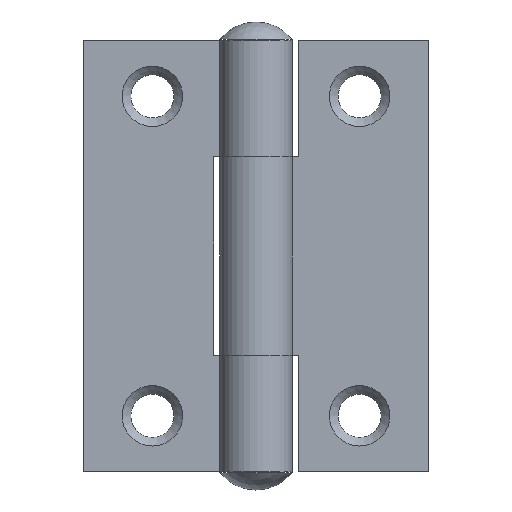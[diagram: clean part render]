
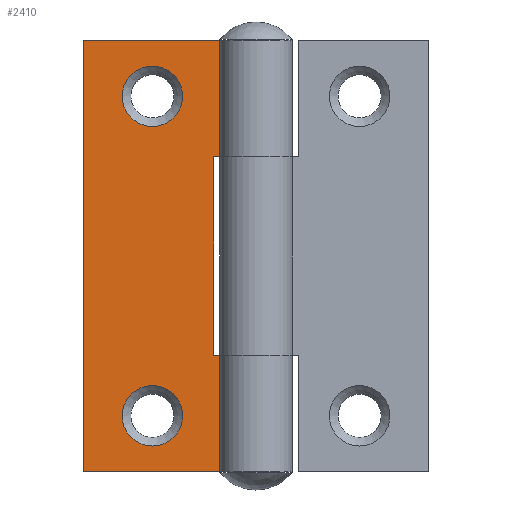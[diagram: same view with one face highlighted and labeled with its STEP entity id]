
A CAD part, top view. The second image highlights one B-rep face of the part: STEP entity #2410.
In plain terms, the highlighted planar face has unit normal (0, 0, 1).
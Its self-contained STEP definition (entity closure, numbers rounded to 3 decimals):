
#291 = VECTOR ( 'NONE', #10193, 1000. ) ;
#372 = EDGE_LOOP ( 'NONE', ( #1823 ) ) ;
#528 = CARTESIAN_POINT ( 'NONE',  ( -8.1, -9.25, 0.7 ) ) ;
#666 = VECTOR ( 'NONE', #7928, 1000. ) ;
#753 = EDGE_CURVE ( 'NONE', #2101, #7299, #3828, .T. ) ;
#768 = CARTESIAN_POINT ( 'NONE',  ( -2.1, 12.5, 0.7 ) ) ;
#842 = CARTESIAN_POINT ( 'NONE',  ( -4.55, 12.5, 0.7 ) ) ;
#977 = CIRCLE ( 'NONE', #5580, 1.75 ) ;
#978 = CARTESIAN_POINT ( 'NONE',  ( -8.1, 9.25, 0.7 ) ) ;
#1422 = EDGE_LOOP ( 'NONE', ( #3630, #5245, #8393, #1714, #2959, #8916, #8640, #4361 ) ) ;
#1635 = LINE ( 'NONE', #3494, #11080 ) ;
#1714 = ORIENTED_EDGE ( 'NONE', *, *, #5777, .T. ) ;
#1727 = EDGE_CURVE ( 'NONE', #10633, #10633, #977, .T. ) ;
#1823 = ORIENTED_EDGE ( 'NONE', *, *, #10545, .T. ) ;
#1920 = FACE_OUTER_BOUND ( 'NONE', #1422, .T. ) ;
#2101 = VERTEX_POINT ( 'NONE', #6629 ) ;
#2195 = FACE_BOUND ( 'NONE', #372, .T. ) ;
#2354 = DIRECTION ( 'NONE',  ( 1., 0., 0. ) ) ;
#2379 = EDGE_CURVE ( 'NONE', #4373, #6278, #10113, .T. ) ;
#2410 = ADVANCED_FACE ( 'NONE', ( #4531, #2195, #1920 ), #6842, .F. ) ;
#2486 = DIRECTION ( 'NONE',  ( 0., -1., 0. ) ) ;
#2493 = DIRECTION ( 'NONE',  ( 0., 1., 0. ) ) ;
#2695 = VERTEX_POINT ( 'NONE', #9478 ) ;
#2959 = ORIENTED_EDGE ( 'NONE', *, *, #8682, .F. ) ;
#3092 = VERTEX_POINT ( 'NONE', #3462 ) ;
#3271 = CARTESIAN_POINT ( 'NONE',  ( -9.85, -9.25, 0.7 ) ) ;
#3401 = VECTOR ( 'NONE', #9924, 1000. ) ;
#3462 = CARTESIAN_POINT ( 'NONE',  ( -12.1, -12.5, 0.7 ) ) ;
#3494 = CARTESIAN_POINT ( 'NONE',  ( -2.1, 12.5, 0.7 ) ) ;
#3596 = AXIS2_PLACEMENT_3D ( 'NONE', #768, #11199, #5094 ) ;
#3630 = ORIENTED_EDGE ( 'NONE', *, *, #753, .F. ) ;
#3828 = LINE ( 'NONE', #9344, #291 ) ;
#4263 = EDGE_CURVE ( 'NONE', #3092, #7299, #7094, .T. ) ;
#4361 = ORIENTED_EDGE ( 'NONE', *, *, #4263, .T. ) ;
#4373 = VERTEX_POINT ( 'NONE', #5766 ) ;
#4531 = FACE_BOUND ( 'NONE', #10341, .T. ) ;
#4839 = CARTESIAN_POINT ( 'NONE',  ( -2.1, 12.5, 0.7 ) ) ;
#5027 = LINE ( 'NONE', #7944, #3401 ) ;
#5037 = LINE ( 'NONE', #4839, #6020 ) ;
#5094 = DIRECTION ( 'NONE',  ( -1., 0., 0. ) ) ;
#5245 = ORIENTED_EDGE ( 'NONE', *, *, #9484, .T. ) ;
#5580 = AXIS2_PLACEMENT_3D ( 'NONE', #528, #6658, #10115 ) ;
#5721 = VECTOR ( 'NONE', #2354, 1000. ) ;
#5766 = CARTESIAN_POINT ( 'NONE',  ( -4.55, -5.75, 0.7 ) ) ;
#5777 = EDGE_CURVE ( 'NONE', #6278, #8414, #6270, .T. ) ;
#6020 = VECTOR ( 'NONE', #6639, 1000. ) ;
#6188 = CARTESIAN_POINT ( 'NONE',  ( -12.1, 12.5, 0.7 ) ) ;
#6221 = ORIENTED_EDGE ( 'NONE', *, *, #1727, .T. ) ;
#6270 = LINE ( 'NONE', #11281, #5721 ) ;
#6278 = VERTEX_POINT ( 'NONE', #8071 ) ;
#6435 = VECTOR ( 'NONE', #8885, 1000. ) ;
#6531 = DIRECTION ( 'NONE',  ( -1., 0., 0. ) ) ;
#6629 = CARTESIAN_POINT ( 'NONE',  ( -2.1, -5.75, 0.7 ) ) ;
#6639 = DIRECTION ( 'NONE',  ( 1., 0., 0. ) ) ;
#6658 = DIRECTION ( 'NONE',  ( 0., 0., -1. ) ) ;
#6677 = CARTESIAN_POINT ( 'NONE',  ( -2.1, 12.5, 0.7 ) ) ;
#6842 = PLANE ( 'NONE',  #3596 ) ;
#6987 = VECTOR ( 'NONE', #2493, 1000. ) ;
#7094 = LINE ( 'NONE', #9716, #6435 ) ;
#7150 = VERTEX_POINT ( 'NONE', #7304 ) ;
#7225 = CIRCLE ( 'NONE', #8311, 1.75 ) ;
#7299 = VERTEX_POINT ( 'NONE', #9342 ) ;
#7304 = CARTESIAN_POINT ( 'NONE',  ( -12.1, 12.5, 0.7 ) ) ;
#7928 = DIRECTION ( 'NONE',  ( 0., -1., 0. ) ) ;
#7944 = CARTESIAN_POINT ( 'NONE',  ( -2.1, -5.75, 0.7 ) ) ;
#8071 = CARTESIAN_POINT ( 'NONE',  ( -4.55, 5.75, 0.7 ) ) ;
#8311 = AXIS2_PLACEMENT_3D ( 'NONE', #978, #8841, #6531 ) ;
#8393 = ORIENTED_EDGE ( 'NONE', *, *, #2379, .T. ) ;
#8414 = VERTEX_POINT ( 'NONE', #10516 ) ;
#8640 = ORIENTED_EDGE ( 'NONE', *, *, #10537, .T. ) ;
#8682 = EDGE_CURVE ( 'NONE', #9208, #8414, #1635, .T. ) ;
#8841 = DIRECTION ( 'NONE',  ( 0., 0., -1. ) ) ;
#8885 = DIRECTION ( 'NONE',  ( 1., 0., 0. ) ) ;
#8916 = ORIENTED_EDGE ( 'NONE', *, *, #9205, .F. ) ;
#9205 = EDGE_CURVE ( 'NONE', #7150, #9208, #5037, .T. ) ;
#9208 = VERTEX_POINT ( 'NONE', #6677 ) ;
#9342 = CARTESIAN_POINT ( 'NONE',  ( -2.1, -12.5, 0.7 ) ) ;
#9344 = CARTESIAN_POINT ( 'NONE',  ( -2.1, 12.5, 0.7 ) ) ;
#9478 = CARTESIAN_POINT ( 'NONE',  ( -9.85, 9.25, 0.7 ) ) ;
#9484 = EDGE_CURVE ( 'NONE', #2101, #4373, #5027, .T. ) ;
#9716 = CARTESIAN_POINT ( 'NONE',  ( -2.1, -12.5, 0.7 ) ) ;
#9824 = LINE ( 'NONE', #6188, #666 ) ;
#9924 = DIRECTION ( 'NONE',  ( -1., 0., 0. ) ) ;
#10113 = LINE ( 'NONE', #842, #6987 ) ;
#10115 = DIRECTION ( 'NONE',  ( -1., 0., 0. ) ) ;
#10193 = DIRECTION ( 'NONE',  ( 0., -1., 0. ) ) ;
#10341 = EDGE_LOOP ( 'NONE', ( #6221 ) ) ;
#10516 = CARTESIAN_POINT ( 'NONE',  ( -2.1, 5.75, 0.7 ) ) ;
#10537 = EDGE_CURVE ( 'NONE', #7150, #3092, #9824, .T. ) ;
#10545 = EDGE_CURVE ( 'NONE', #2695, #2695, #7225, .T. ) ;
#10633 = VERTEX_POINT ( 'NONE', #3271 ) ;
#11080 = VECTOR ( 'NONE', #2486, 1000. ) ;
#11199 = DIRECTION ( 'NONE',  ( 0., 0., -1. ) ) ;
#11281 = CARTESIAN_POINT ( 'NONE',  ( -2.1, 5.75, 0.7 ) ) ;
